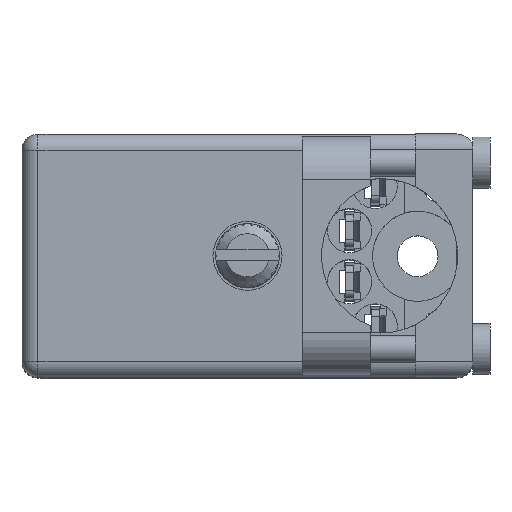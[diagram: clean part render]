
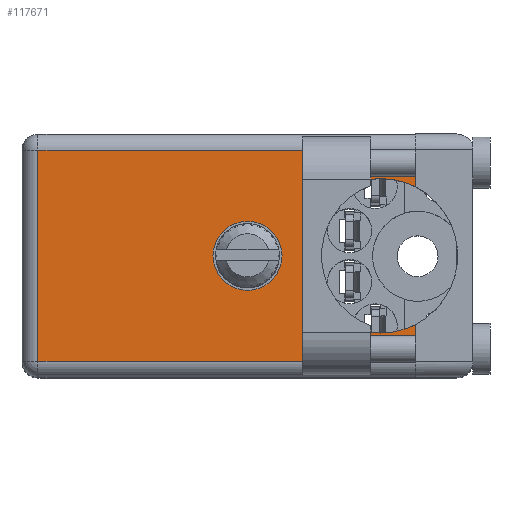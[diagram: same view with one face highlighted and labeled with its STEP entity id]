
A CAD part, top view. The second image highlights one B-rep face of the part: STEP entity #117671.
In plain terms, the highlighted face is planar.
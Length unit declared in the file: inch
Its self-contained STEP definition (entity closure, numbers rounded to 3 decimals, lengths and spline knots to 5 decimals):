
#1097 = EDGE_LOOP ( 'NONE', ( #114800, #10178 ) ) ;
#6306 = CIRCLE ( 'NONE', #186803, 0.227 ) ;
#7902 = DIRECTION ( 'NONE',  ( 0., 1., 0. ) ) ;
#9830 = ORIENTED_EDGE ( 'NONE', *, *, #123457, .F. ) ;
#9986 = CIRCLE ( 'NONE', #125312, 0.227 ) ;
#10178 = ORIENTED_EDGE ( 'NONE', *, *, #189216, .F. ) ;
#16416 = CARTESIAN_POINT ( 'NONE',  ( 1.155, 0.906, -0.047 ) ) ;
#16597 = ORIENTED_EDGE ( 'NONE', *, *, #142289, .T. ) ;
#17274 = VERTEX_POINT ( 'NONE', #167066 ) ;
#19400 = VERTEX_POINT ( 'NONE', #149775 ) ;
#21259 = EDGE_CURVE ( 'NONE', #17274, #19400, #57826, .T. ) ;
#21604 = CARTESIAN_POINT ( 'NONE',  ( 1.155, 0.906, 0. ) ) ;
#21909 = DIRECTION ( 'NONE',  ( 0., 0., 1. ) ) ;
#23191 = DIRECTION ( 'NONE',  ( 0., 0., 1. ) ) ;
#29501 = DIRECTION ( 'NONE',  ( 0., 1., 0. ) ) ;
#31271 = PLANE ( 'NONE',  #73403 ) ;
#36633 = CARTESIAN_POINT ( 'NONE',  ( 1.053, 0.906, -0.3575 ) ) ;
#43703 = CARTESIAN_POINT ( 'NONE',  ( 0.047, 0.906, -0.715 ) ) ;
#43968 = CARTESIAN_POINT ( 'NONE',  ( 1.053, 0.906, -0.5845 ) ) ;
#45465 = DIRECTION ( 'NONE',  ( 0., 0., 1. ) ) ;
#46373 = VECTOR ( 'NONE', #140053, 39.37008 ) ;
#50172 = DIRECTION ( 'NONE',  ( 0., 1., 0. ) ) ;
#52863 = VECTOR ( 'NONE', #90804, 39.37008 ) ;
#54183 = CARTESIAN_POINT ( 'NONE',  ( 1.155, 0.906, -0.56029 ) ) ;
#56052 = VERTEX_POINT ( 'NONE', #54183 ) ;
#57826 = LINE ( 'NONE', #21604, #46373 ) ;
#60561 = CARTESIAN_POINT ( 'NONE',  ( 0.6625, 0.906, -0.256 ) ) ;
#64456 = CARTESIAN_POINT ( 'NONE',  ( 0., 0.906, -0.668 ) ) ;
#66389 = LINE ( 'NONE', #43703, #70986 ) ;
#69792 = CARTESIAN_POINT ( 'NONE',  ( 0.6625, 0.906, -0.3575 ) ) ;
#70986 = VECTOR ( 'NONE', #162160, 39.37008 ) ;
#72349 = CARTESIAN_POINT ( 'NONE',  ( 0., 0.906, -0.715 ) ) ;
#73403 = AXIS2_PLACEMENT_3D ( 'NONE', #72349, #136259, #179230 ) ;
#76743 = FACE_BOUND ( 'NONE', #1097, .T. ) ;
#82330 = AXIS2_PLACEMENT_3D ( 'NONE', #36633, #50172, #21909 ) ;
#83428 = EDGE_CURVE ( 'NONE', #98402, #110895, #6306, .T. ) ;
#88785 = EDGE_CURVE ( 'NONE', #110895, #17274, #9986, .T. ) ;
#90804 = DIRECTION ( 'NONE',  ( 1., 0., 0. ) ) ;
#93062 = EDGE_CURVE ( 'NONE', #112256, #19400, #165123, .T. ) ;
#98190 = ORIENTED_EDGE ( 'NONE', *, *, #131302, .F. ) ;
#98402 = VERTEX_POINT ( 'NONE', #43968 ) ;
#101908 = CARTESIAN_POINT ( 'NONE',  ( 0.047, 0.906, -0.047 ) ) ;
#110895 = VERTEX_POINT ( 'NONE', #147954 ) ;
#111559 = CIRCLE ( 'NONE', #82330, 0.227 ) ;
#112256 = VERTEX_POINT ( 'NONE', #101908 ) ;
#113669 = CARTESIAN_POINT ( 'NONE',  ( 0.6625, 0.906, -0.459 ) ) ;
#114800 = ORIENTED_EDGE ( 'NONE', *, *, #146135, .F. ) ;
#114908 = VERTEX_POINT ( 'NONE', #138895 ) ;
#117671 = ADVANCED_FACE ( 'NONE', ( #154581, #76743 ), #31271, .T. ) ;
#118007 = ORIENTED_EDGE ( 'NONE', *, *, #21259, .F. ) ;
#119679 = AXIS2_PLACEMENT_3D ( 'NONE', #69792, #142773, #155617 ) ;
#121291 = DIRECTION ( 'NONE',  ( 0., 1., 0. ) ) ;
#123068 = DIRECTION ( 'NONE',  ( 0., 0., 1. ) ) ;
#123457 = EDGE_CURVE ( 'NONE', #143761, #56052, #158273, .T. ) ;
#125312 = AXIS2_PLACEMENT_3D ( 'NONE', #139159, #7902, #23191 ) ;
#125969 = VECTOR ( 'NONE', #166882, 39.37008 ) ;
#128348 = ORIENTED_EDGE ( 'NONE', *, *, #88785, .F. ) ;
#131302 = EDGE_CURVE ( 'NONE', #56052, #98402, #111559, .T. ) ;
#133311 = VECTOR ( 'NONE', #123068, 39.37008 ) ;
#136259 = DIRECTION ( 'NONE',  ( 0., 1., 0. ) ) ;
#138895 = CARTESIAN_POINT ( 'NONE',  ( 0.047, 0.906, -0.668 ) ) ;
#139159 = CARTESIAN_POINT ( 'NONE',  ( 1.053, 0.906, -0.3575 ) ) ;
#139714 = LINE ( 'NONE', #64456, #125969 ) ;
#140053 = DIRECTION ( 'NONE',  ( 0., 0., 1. ) ) ;
#141126 = VERTEX_POINT ( 'NONE', #60561 ) ;
#142289 = EDGE_CURVE ( 'NONE', #114908, #112256, #66389, .T. ) ;
#142773 = DIRECTION ( 'NONE',  ( 0., 1., 0. ) ) ;
#143761 = VERTEX_POINT ( 'NONE', #165190 ) ;
#146135 = EDGE_CURVE ( 'NONE', #141126, #171919, #159857, .T. ) ;
#147954 = CARTESIAN_POINT ( 'NONE',  ( 1.053, 0.906, -0.1305 ) ) ;
#149775 = CARTESIAN_POINT ( 'NONE',  ( 1.155, 0.906, -0.047 ) ) ;
#150725 = DIRECTION ( 'NONE',  ( 0., 0., 1. ) ) ;
#152925 = ORIENTED_EDGE ( 'NONE', *, *, #174806, .T. ) ;
#154581 = FACE_OUTER_BOUND ( 'NONE', #166300, .T. ) ;
#155617 = DIRECTION ( 'NONE',  ( 0., 0., 1. ) ) ;
#158273 = LINE ( 'NONE', #181394, #133311 ) ;
#159857 = CIRCLE ( 'NONE', #187169, 0.1015 ) ;
#162160 = DIRECTION ( 'NONE',  ( 0., 0., 1. ) ) ;
#165123 = LINE ( 'NONE', #16416, #52863 ) ;
#165190 = CARTESIAN_POINT ( 'NONE',  ( 1.155, 0.906, -0.668 ) ) ;
#166300 = EDGE_LOOP ( 'NONE', ( #9830, #152925, #16597, #176566, #118007, #128348, #179902, #98190 ) ) ;
#166882 = DIRECTION ( 'NONE',  ( -1., 0., 0. ) ) ;
#167066 = CARTESIAN_POINT ( 'NONE',  ( 1.155, 0.906, -0.15471 ) ) ;
#171919 = VERTEX_POINT ( 'NONE', #113669 ) ;
#174806 = EDGE_CURVE ( 'NONE', #143761, #114908, #139714, .T. ) ;
#176566 = ORIENTED_EDGE ( 'NONE', *, *, #93062, .T. ) ;
#177459 = CARTESIAN_POINT ( 'NONE',  ( 1.053, 0.906, -0.3575 ) ) ;
#178822 = CIRCLE ( 'NONE', #119679, 0.1015 ) ;
#179230 = DIRECTION ( 'NONE',  ( 0., 0., 1. ) ) ;
#179902 = ORIENTED_EDGE ( 'NONE', *, *, #83428, .F. ) ;
#181394 = CARTESIAN_POINT ( 'NONE',  ( 1.155, 0.906, 0. ) ) ;
#181538 = CARTESIAN_POINT ( 'NONE',  ( 0.6625, 0.906, -0.3575 ) ) ;
#186803 = AXIS2_PLACEMENT_3D ( 'NONE', #177459, #29501, #45465 ) ;
#187169 = AXIS2_PLACEMENT_3D ( 'NONE', #181538, #121291, #150725 ) ;
#189216 = EDGE_CURVE ( 'NONE', #171919, #141126, #178822, .T. ) ;
